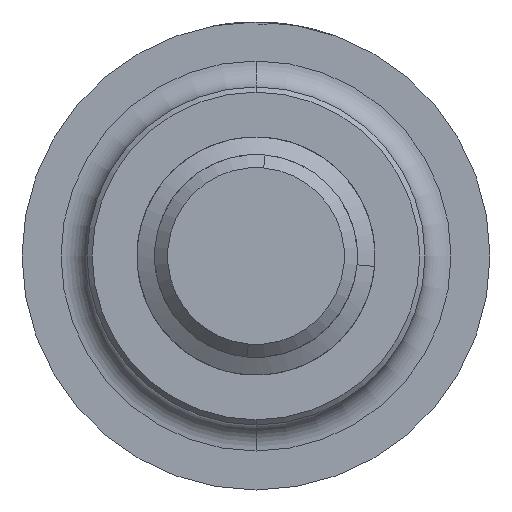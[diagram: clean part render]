
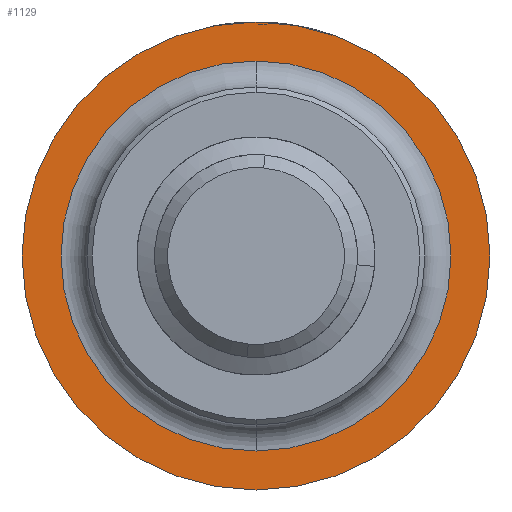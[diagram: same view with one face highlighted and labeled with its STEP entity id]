
A CAD part, front view. The second image highlights one B-rep face of the part: STEP entity #1129.
In plain terms, the highlighted planar face has unit normal (0, -1, 0).
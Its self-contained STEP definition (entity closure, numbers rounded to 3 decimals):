
#158 = DIRECTION ( 'NONE',  ( 0., 0., -1. ) ) ;
#160 = ORIENTED_EDGE ( 'NONE', *, *, #6331, .T. ) ;
#164 = EDGE_LOOP ( 'NONE', ( #386, #3583 ) ) ;
#386 = ORIENTED_EDGE ( 'NONE', *, *, #5256, .F. ) ;
#589 = PLANE ( 'NONE',  #1074 ) ;
#706 = VERTEX_POINT ( 'NONE', #6495 ) ;
#815 = CARTESIAN_POINT ( 'NONE',  ( 0., 12.42, 0. ) ) ;
#848 = CIRCLE ( 'NONE', #1634, 7.5 ) ;
#943 = AXIS2_PLACEMENT_3D ( 'NONE', #4016, #6025, #158 ) ;
#1074 = AXIS2_PLACEMENT_3D ( 'NONE', #2145, #6463, #4846 ) ;
#1129 = ADVANCED_FACE ( 'NONE', ( #4274, #5344 ), #589, .T. ) ;
#1135 = AXIS2_PLACEMENT_3D ( 'NONE', #6094, #4470, #6613 ) ;
#1285 = CARTESIAN_POINT ( 'NONE',  ( 0., 12.42, -9. ) ) ;
#1634 = AXIS2_PLACEMENT_3D ( 'NONE', #815, #2451, #6754 ) ;
#1879 = CARTESIAN_POINT ( 'NONE',  ( 0., 12.42, 9. ) ) ;
#2056 = VERTEX_POINT ( 'NONE', #3680 ) ;
#2145 = CARTESIAN_POINT ( 'NONE',  ( 7.5, 12.42, 0. ) ) ;
#2186 = EDGE_CURVE ( 'NONE', #2876, #5007, #6328, .T. ) ;
#2206 = DIRECTION ( 'NONE',  ( 0., -1., 0. ) ) ;
#2451 = DIRECTION ( 'NONE',  ( 0., -1., 0. ) ) ;
#2876 = VERTEX_POINT ( 'NONE', #1879 ) ;
#2971 = EDGE_LOOP ( 'NONE', ( #160, #4949 ) ) ;
#3505 = EDGE_CURVE ( 'NONE', #2056, #706, #848, .T. ) ;
#3583 = ORIENTED_EDGE ( 'NONE', *, *, #3505, .F. ) ;
#3680 = CARTESIAN_POINT ( 'NONE',  ( 0., 12.42, 7.5 ) ) ;
#4016 = CARTESIAN_POINT ( 'NONE',  ( 0., 12.42, 0. ) ) ;
#4274 = FACE_OUTER_BOUND ( 'NONE', #2971, .T. ) ;
#4470 = DIRECTION ( 'NONE',  ( 0., -1., 0. ) ) ;
#4490 = CIRCLE ( 'NONE', #6894, 7.5 ) ;
#4846 = DIRECTION ( 'NONE',  ( 0., 0., -1. ) ) ;
#4949 = ORIENTED_EDGE ( 'NONE', *, *, #2186, .T. ) ;
#5007 = VERTEX_POINT ( 'NONE', #1285 ) ;
#5256 = EDGE_CURVE ( 'NONE', #706, #2056, #4490, .T. ) ;
#5344 = FACE_BOUND ( 'NONE', #164, .T. ) ;
#5553 = CIRCLE ( 'NONE', #1135, 9. ) ;
#5942 = CARTESIAN_POINT ( 'NONE',  ( 0., 12.42, 0. ) ) ;
#6025 = DIRECTION ( 'NONE',  ( 0., -1., 0. ) ) ;
#6094 = CARTESIAN_POINT ( 'NONE',  ( 0., 12.42, 0. ) ) ;
#6328 = CIRCLE ( 'NONE', #943, 9. ) ;
#6331 = EDGE_CURVE ( 'NONE', #5007, #2876, #5553, .T. ) ;
#6463 = DIRECTION ( 'NONE',  ( 0., -1., 0. ) ) ;
#6495 = CARTESIAN_POINT ( 'NONE',  ( 0., 12.42, -7.5 ) ) ;
#6517 = DIRECTION ( 'NONE',  ( 0., 0., -1. ) ) ;
#6613 = DIRECTION ( 'NONE',  ( 0., 0., -1. ) ) ;
#6754 = DIRECTION ( 'NONE',  ( 0., 0., -1. ) ) ;
#6894 = AXIS2_PLACEMENT_3D ( 'NONE', #5942, #2206, #6517 ) ;
